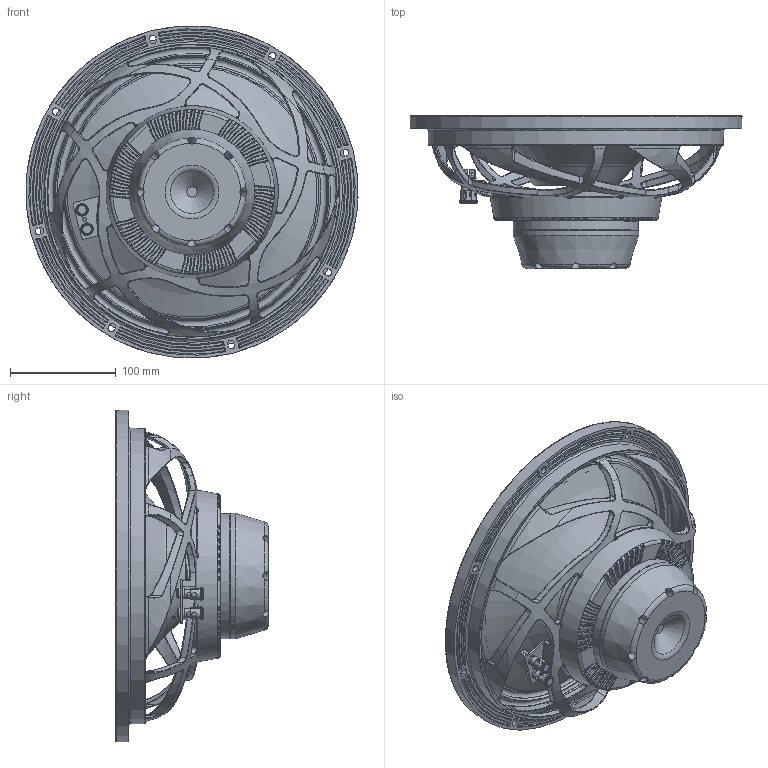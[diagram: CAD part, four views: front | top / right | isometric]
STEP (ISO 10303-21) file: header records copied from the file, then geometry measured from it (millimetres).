
FILE_DESCRIPTION (( 'STEP AP203' ), '1' );
FILE_NAME ('054 3D.STEP', '2023-05-17T13:50:32', ( '' ), ( '' ), 'SwSTEP 2.0', 'SolidWorks 2020', '' );
FILE_SCHEMA (( 'CONFIG_CONTROL_DESIGN' ));
Length unit declared in the file: millimetre
Products named in the file (1): 054 3D
Bounding box: 314.29 x 144.85 x 314.22 mm (x, y, z)
Surface area: 400848.8 mm2 (no closed solid volume)
Topology: 0 solids, 37 shells, 1548 faces, 4563 edges, 2880 vertices
Faces by surface type: bspline 972, cylinder 263, plane 233, cone 59, torus 20, sphere 1
Full cylindrical faces by diameter (mm): 2 x4, 4 x2, 4.7 x5, 7 x1, 8 x10, 8.4 x2, 9 x1, 9.5 x4, 10 x4, 12 x2, 73 x1, 118.75 x2
Entity records: 108629 total; most frequent: CARTESIAN_POINT 76941, ORIENTED_EDGE 7424, DIRECTION 4504, EDGE_CURVE 4422, VERTEX_POINT 2848, B_SPLINE_CURVE_WITH_KNOTS 2115, AXIS2_PLACEMENT_3D 1959, EDGE_LOOP 1729
